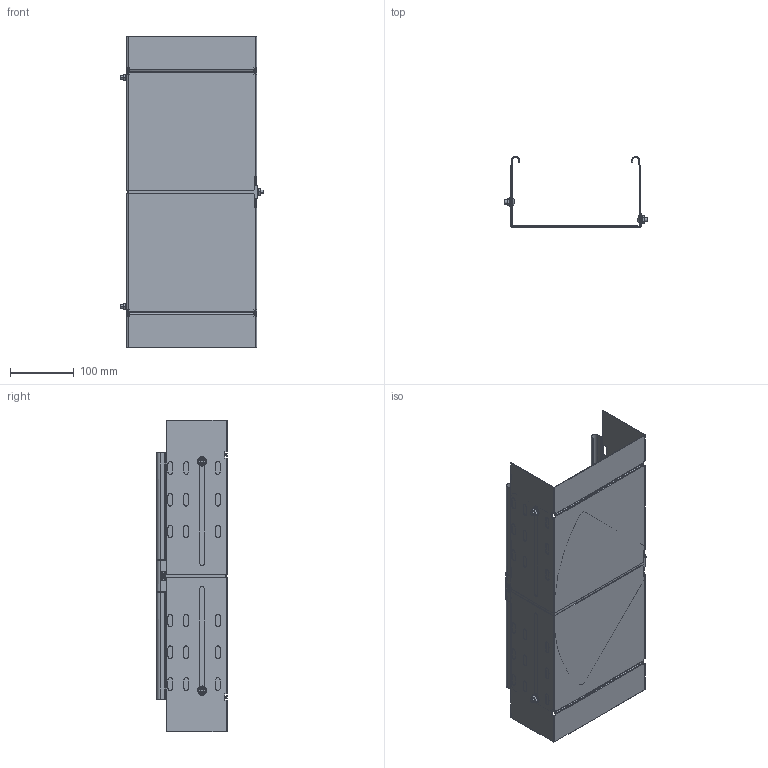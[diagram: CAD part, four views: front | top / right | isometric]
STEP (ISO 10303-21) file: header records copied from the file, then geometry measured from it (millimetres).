
FILE_DESCRIPTION(/* description */ (''),/* implementation_level */ '2;1');
FILE_NAME(/* name */ '6040704',/* time_stamp */ '2014-10-22T16:27:37+02:00',/* author */ (''),/* organization */ (''),/* preprocessor_version */ 'ST-DEVELOPER v15',/* originating_system */ '',/* authorisation */ '');
FILE_SCHEMA (('AUTOMOTIVE_DESIGN'));
Length unit declared in the file: millimetre
Products named in the file (2): Document; Block 02
Assembly tree (1 placements, depth 2):
  Document
    Block 02
Bounding box: 225 x 111.49 x 490 mm (x, y, z)
Volume: 286731.1 mm3; surface area: 579785.5 mm2
Topology: 5 solids, 8 shells, 739 faces, 1976 edges, 1236 vertices
Faces by surface type: plane 391, bspline 348
Entity records: 25839 total; most frequent: CARTESIAN_POINT 14056, ORIENTED_EDGE 3892, EDGE_CURVE 1970, VERTEX_POINT 1236, B_SPLINE_CURVE_WITH_KNOTS 966, EDGE_LOOP 856, ADVANCED_FACE 739, FACE_OUTER_BOUND 739
